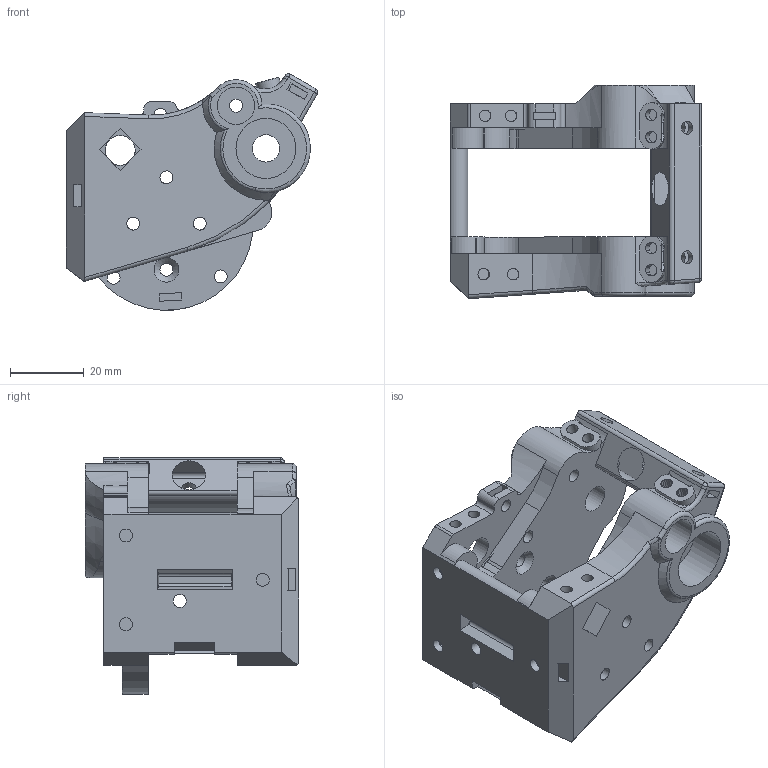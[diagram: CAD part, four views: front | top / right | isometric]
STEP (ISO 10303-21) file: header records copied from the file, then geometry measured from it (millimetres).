
FILE_DESCRIPTION(/* description */ (''),/* implementation_level */ '2;1');
FILE_NAME(/* name */ 'Spindle Main Body.step',/* time_stamp */ '2022-01-02T16:43:45-06:00',/* author */ (''),/* organization */ (''),/* preprocessor_version */ 'ST-DEVELOPER v18.1',/* originating_system */ 'Autodesk Translation Framework v10.10.0.1391',/* authorisation */ '');
FILE_SCHEMA (('AUTOMOTIVE_DESIGN { 1 0 10303 214 3 1 1 }'));
Length unit declared in the file: millimetre
Products named in the file (1): Spindle Main Body
Bounding box: 67.93 x 57.63 x 63.99 mm (x, y, z)
Volume: 63742.4 mm3; surface area: 25620.8 mm2
Topology: 1 solids, 3 shells, 306 faces, 797 edges, 524 vertices
Faces by surface type: plane 143, cylinder 105, bspline 43, cone 9, sphere 3, torus 3
Full cylindrical faces by diameter (mm): 3.1 x4, 3.5 x31, 4 x1, 5 x1, 7.4 x2, 8.1 x2, 10 x1, 10.1 x2, 11.1 x1, 16.2 x2
Entity records: 10609 total; most frequent: CARTESIAN_POINT 3061, ORIENTED_EDGE 1594, DIRECTION 1458, EDGE_CURVE 797, VERTEX_POINT 524, AXIS2_PLACEMENT_3D 523, LINE 412, VECTOR 412
